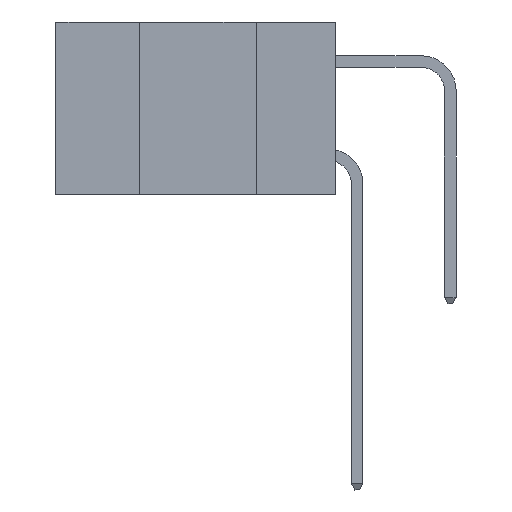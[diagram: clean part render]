
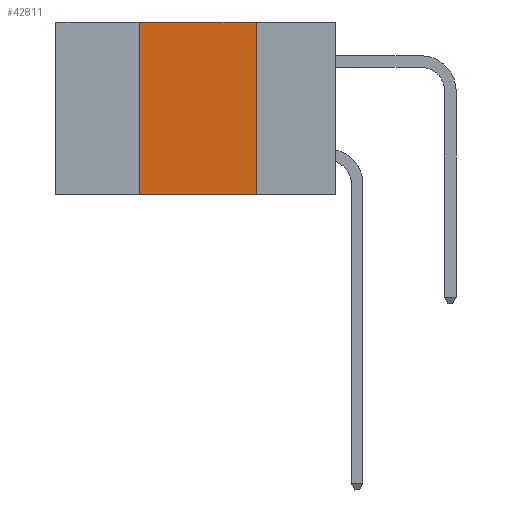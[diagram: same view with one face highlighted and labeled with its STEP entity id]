
A CAD part, left-side view. The second image highlights one B-rep face of the part: STEP entity #42811.
In plain terms, the highlighted planar face has unit normal (-1, 0, 0).
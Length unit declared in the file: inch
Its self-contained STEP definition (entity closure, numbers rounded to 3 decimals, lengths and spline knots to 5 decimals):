
#294 = DIRECTION ( 'NONE',  ( 0., -1., 0. ) ) ;
#981 = CARTESIAN_POINT ( 'NONE',  ( 0., 0.17, 0. ) ) ;
#3543 = CARTESIAN_POINT ( 'NONE',  ( 0., 0.6, 0. ) ) ;
#4113 = VERTEX_POINT ( 'NONE', #40887 ) ;
#4454 = EDGE_CURVE ( 'NONE', #35434, #4113, #38422, .T. ) ;
#7540 = CARTESIAN_POINT ( 'NONE',  ( 0., 0.42, 0. ) ) ;
#8423 = ORIENTED_EDGE ( 'NONE', *, *, #13485, .F. ) ;
#10546 = VECTOR ( 'NONE', #294, 39.37008 ) ;
#12712 = ORIENTED_EDGE ( 'NONE', *, *, #38024, .F. ) ;
#13251 = LINE ( 'NONE', #34527, #10546 ) ;
#13485 = EDGE_CURVE ( 'NONE', #35434, #18926, #24564, .T. ) ;
#13836 = VERTEX_POINT ( 'NONE', #18957 ) ;
#14026 = PLANE ( 'NONE',  #32586 ) ;
#14048 = CARTESIAN_POINT ( 'NONE',  ( 0., 0.42, 0. ) ) ;
#14104 = EDGE_CURVE ( 'NONE', #18926, #13836, #13251, .T. ) ;
#15424 = VECTOR ( 'NONE', #37927, 39.37008 ) ;
#17698 = ORIENTED_EDGE ( 'NONE', *, *, #4454, .T. ) ;
#18926 = VERTEX_POINT ( 'NONE', #7540 ) ;
#18957 = CARTESIAN_POINT ( 'NONE',  ( 0., 0.17, 0. ) ) ;
#19127 = CARTESIAN_POINT ( 'NONE',  ( 0., 0.6, -0.37 ) ) ;
#20409 = EDGE_LOOP ( 'NONE', ( #12712, #23902, #8423, #17698 ) ) ;
#20492 = DIRECTION ( 'NONE',  ( 1., 0., 0. ) ) ;
#22737 = VECTOR ( 'NONE', #31734, 39.37008 ) ;
#23001 = FACE_OUTER_BOUND ( 'NONE', #20409, .T. ) ;
#23400 = CARTESIAN_POINT ( 'NONE',  ( 0., 0.42, -0.37 ) ) ;
#23902 = ORIENTED_EDGE ( 'NONE', *, *, #14104, .F. ) ;
#24564 = LINE ( 'NONE', #14048, #15424 ) ;
#31734 = DIRECTION ( 'NONE',  ( 0., 0., -1. ) ) ;
#32586 = AXIS2_PLACEMENT_3D ( 'NONE', #3543, #20492, #41702 ) ;
#34152 = VECTOR ( 'NONE', #43205, 39.37008 ) ;
#34527 = CARTESIAN_POINT ( 'NONE',  ( 0., 0.6, 0. ) ) ;
#35434 = VERTEX_POINT ( 'NONE', #23400 ) ;
#37927 = DIRECTION ( 'NONE',  ( 0., 0., 1. ) ) ;
#38024 = EDGE_CURVE ( 'NONE', #13836, #4113, #41054, .T. ) ;
#38422 = LINE ( 'NONE', #19127, #34152 ) ;
#40887 = CARTESIAN_POINT ( 'NONE',  ( 0., 0.17, -0.37 ) ) ;
#41054 = LINE ( 'NONE', #981, #22737 ) ;
#41702 = DIRECTION ( 'NONE',  ( 0., 0., -1. ) ) ;
#42811 = ADVANCED_FACE ( 'NONE', ( #23001 ), #14026, .F. ) ;
#43205 = DIRECTION ( 'NONE',  ( 0., -1., 0. ) ) ;
